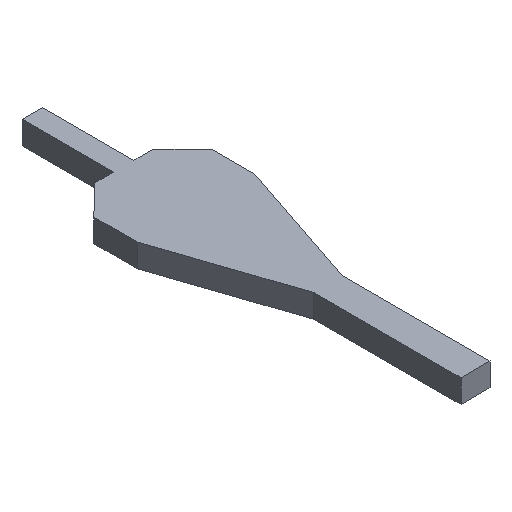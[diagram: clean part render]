
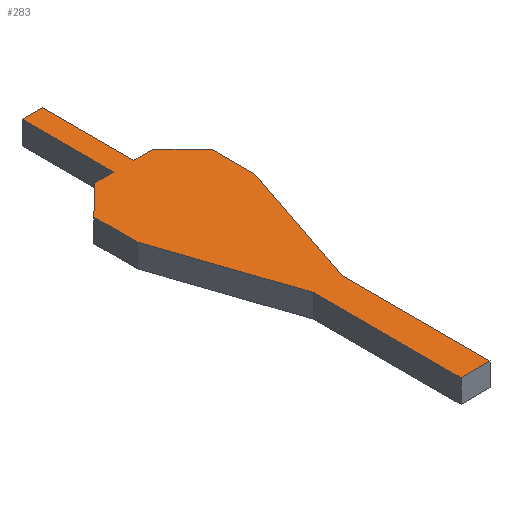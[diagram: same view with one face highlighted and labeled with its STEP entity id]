
A CAD part, isometric view. The second image highlights one B-rep face of the part: STEP entity #283.
In plain terms, the highlighted planar face has unit normal (0, 0, 1).
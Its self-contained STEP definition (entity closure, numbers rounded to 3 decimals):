
#3 = DIRECTION ( 'NONE',  ( 0., 1., 0. ) ) ;
#4 = EDGE_CURVE ( 'NONE', #59, #531, #32, .T. ) ;
#5 = CARTESIAN_POINT ( 'NONE',  ( 1.015, 5.57, 0.2 ) ) ;
#7 = VERTEX_POINT ( 'NONE', #36 ) ;
#13 = CARTESIAN_POINT ( 'NONE',  ( 1.015, 4.82, 0.2 ) ) ;
#14 = VERTEX_POINT ( 'NONE', #52 ) ;
#22 = DIRECTION ( 'NONE',  ( 0., -1., 0. ) ) ;
#32 = LINE ( 'NONE', #35, #461 ) ;
#35 = CARTESIAN_POINT ( 'NONE',  ( 0.175, 7.65, 0.2 ) ) ;
#36 = CARTESIAN_POINT ( 'NONE',  ( 0.25, 0., 0.2 ) ) ;
#52 = CARTESIAN_POINT ( 'NONE',  ( 0.5, 6.07, 0.2 ) ) ;
#58 = VERTEX_POINT ( 'NONE', #107 ) ;
#59 = VERTEX_POINT ( 'NONE', #494 ) ;
#63 = VECTOR ( 'NONE', #183, 1000. ) ;
#66 = EDGE_CURVE ( 'NONE', #7, #175, #219, .T. ) ;
#69 = CARTESIAN_POINT ( 'NONE',  ( 0.175, 6.07, 0.2 ) ) ;
#72 = CARTESIAN_POINT ( 'NONE',  ( -0.25, 2.55, 0.2 ) ) ;
#74 = CARTESIAN_POINT ( 'NONE',  ( -0.5, 6.07, 0.2 ) ) ;
#80 = EDGE_CURVE ( 'NONE', #58, #100, #210, .T. ) ;
#81 = CARTESIAN_POINT ( 'NONE',  ( -0.25, 2.55, 0.2 ) ) ;
#84 = DIRECTION ( 'NONE',  ( -1., 0., 0. ) ) ;
#92 = EDGE_LOOP ( 'NONE', ( #274, #272, #289, #291, #323, #328, #327, #336, #335, #341, #342, #349, #358, #351 ) ) ;
#96 = LINE ( 'NONE', #217, #63 ) ;
#99 = EDGE_CURVE ( 'NONE', #415, #7, #527, .T. ) ;
#100 = VERTEX_POINT ( 'NONE', #152 ) ;
#102 = CARTESIAN_POINT ( 'NONE',  ( -0.25, 0., 0.2 ) ) ;
#103 = CARTESIAN_POINT ( 'NONE',  ( -0.175, 7.65, 0.2 ) ) ;
#107 = CARTESIAN_POINT ( 'NONE',  ( -1.015, 5.57, 0.2 ) ) ;
#115 = CARTESIAN_POINT ( 'NONE',  ( 0.25, 0., 0.2 ) ) ;
#122 = LINE ( 'NONE', #72, #255 ) ;
#125 = DIRECTION ( 'NONE',  ( -0.319, 0.948, 0. ) ) ;
#128 = CARTESIAN_POINT ( 'NONE',  ( -1.015, 5.57, 0.2 ) ) ;
#129 = VECTOR ( 'NONE', #268, 1000. ) ;
#130 = LINE ( 'NONE', #315, #129 ) ;
#133 = CARTESIAN_POINT ( 'NONE',  ( 0.25, 2.55, 0.2 ) ) ;
#134 = DIRECTION ( 'NONE',  ( -1., 0., 0. ) ) ;
#136 = VECTOR ( 'NONE', #347, 1000. ) ;
#138 = VERTEX_POINT ( 'NONE', #13 ) ;
#139 = DIRECTION ( 'NONE',  ( 0., -1., 0. ) ) ;
#148 = LINE ( 'NONE', #464, #469 ) ;
#152 = CARTESIAN_POINT ( 'NONE',  ( -1.015, 4.82, 0.2 ) ) ;
#154 = DIRECTION ( 'NONE',  ( 0., -1., 0. ) ) ;
#155 = VECTOR ( 'NONE', #139, 1000. ) ;
#175 = VERTEX_POINT ( 'NONE', #226 ) ;
#183 = DIRECTION ( 'NONE',  ( 0., -1., 0. ) ) ;
#189 = VECTOR ( 'NONE', #134, 1000. ) ;
#198 = VECTOR ( 'NONE', #385, 1000. ) ;
#203 = CARTESIAN_POINT ( 'NONE',  ( 0.5, 6.07, 0.2 ) ) ;
#210 = LINE ( 'NONE', #128, #155 ) ;
#215 = EDGE_CURVE ( 'NONE', #175, #530, #390, .T. ) ;
#217 = CARTESIAN_POINT ( 'NONE',  ( 1.015, 5.57, 0.2 ) ) ;
#219 = LINE ( 'NONE', #115, #189 ) ;
#225 = AXIS2_PLACEMENT_3D ( 'NONE', #299, #332, #337 ) ;
#226 = CARTESIAN_POINT ( 'NONE',  ( -0.25, 0., 0.2 ) ) ;
#233 = VERTEX_POINT ( 'NONE', #5 ) ;
#234 = VECTOR ( 'NONE', #154, 1000. ) ;
#250 = EDGE_CURVE ( 'NONE', #14, #531, #428, .T. ) ;
#255 = VECTOR ( 'NONE', #125, 1000. ) ;
#256 = LINE ( 'NONE', #346, #136 ) ;
#266 = CARTESIAN_POINT ( 'NONE',  ( 1.015, 4.82, 0.2 ) ) ;
#268 = DIRECTION ( 'NONE',  ( 0., 1., 0. ) ) ;
#272 = ORIENTED_EDGE ( 'NONE', *, *, #66, .F. ) ;
#274 = ORIENTED_EDGE ( 'NONE', *, *, #215, .F. ) ;
#275 = PLANE ( 'NONE',  #225 ) ;
#279 = DIRECTION ( 'NONE',  ( -0.319, -0.948, 0. ) ) ;
#281 = CARTESIAN_POINT ( 'NONE',  ( 0.25, 2.55, 0.2 ) ) ;
#283 = ADVANCED_FACE ( 'NONE', ( #442 ), #275, .T. ) ;
#284 = EDGE_CURVE ( 'NONE', #456, #59, #256, .T. ) ;
#289 = ORIENTED_EDGE ( 'NONE', *, *, #99, .F. ) ;
#290 = EDGE_CURVE ( 'NONE', #411, #526, #446, .T. ) ;
#291 = ORIENTED_EDGE ( 'NONE', *, *, #429, .F. ) ;
#299 = CARTESIAN_POINT ( 'NONE',  ( 0., 0., 0.2 ) ) ;
#307 = CARTESIAN_POINT ( 'NONE',  ( -0.175, 6.07, 0.2 ) ) ;
#315 = CARTESIAN_POINT ( 'NONE',  ( -0.175, 6.07, 0.2 ) ) ;
#323 = ORIENTED_EDGE ( 'NONE', *, *, #486, .F. ) ;
#325 = LINE ( 'NONE', #266, #473 ) ;
#327 = ORIENTED_EDGE ( 'NONE', *, *, #250, .T. ) ;
#328 = ORIENTED_EDGE ( 'NONE', *, *, #395, .F. ) ;
#332 = DIRECTION ( 'NONE',  ( 0., 0., 1. ) ) ;
#333 = VECTOR ( 'NONE', #84, 1000. ) ;
#335 = ORIENTED_EDGE ( 'NONE', *, *, #284, .F. ) ;
#336 = ORIENTED_EDGE ( 'NONE', *, *, #4, .F. ) ;
#337 = DIRECTION ( 'NONE',  ( 1., 0., 0. ) ) ;
#341 = ORIENTED_EDGE ( 'NONE', *, *, #420, .F. ) ;
#342 = ORIENTED_EDGE ( 'NONE', *, *, #290, .T. ) ;
#346 = CARTESIAN_POINT ( 'NONE',  ( -0.175, 7.65, 0.2 ) ) ;
#347 = DIRECTION ( 'NONE',  ( 1., 0., 0. ) ) ;
#349 = ORIENTED_EDGE ( 'NONE', *, *, #361, .F. ) ;
#351 = ORIENTED_EDGE ( 'NONE', *, *, #431, .F. ) ;
#352 = CARTESIAN_POINT ( 'NONE',  ( 0.5, 6.07, 0.2 ) ) ;
#355 = DIRECTION ( 'NONE',  ( 0.717, -0.697, 0. ) ) ;
#358 = ORIENTED_EDGE ( 'NONE', *, *, #80, .T. ) ;
#361 = EDGE_CURVE ( 'NONE', #58, #526, #148, .T. ) ;
#364 = VECTOR ( 'NONE', #355, 1000. ) ;
#385 = DIRECTION ( 'NONE',  ( -1., 0., 0. ) ) ;
#390 = LINE ( 'NONE', #102, #481 ) ;
#394 = CARTESIAN_POINT ( 'NONE',  ( -0.175, 6.07, 0.2 ) ) ;
#395 = EDGE_CURVE ( 'NONE', #14, #233, #471, .T. ) ;
#411 = VERTEX_POINT ( 'NONE', #307 ) ;
#415 = VERTEX_POINT ( 'NONE', #281 ) ;
#420 = EDGE_CURVE ( 'NONE', #411, #456, #130, .T. ) ;
#428 = LINE ( 'NONE', #203, #333 ) ;
#429 = EDGE_CURVE ( 'NONE', #138, #415, #325, .T. ) ;
#431 = EDGE_CURVE ( 'NONE', #530, #100, #122, .T. ) ;
#442 = FACE_OUTER_BOUND ( 'NONE', #92, .T. ) ;
#446 = LINE ( 'NONE', #394, #198 ) ;
#456 = VERTEX_POINT ( 'NONE', #103 ) ;
#461 = VECTOR ( 'NONE', #22, 1000. ) ;
#463 = DIRECTION ( 'NONE',  ( 0.717, 0.697, 0. ) ) ;
#464 = CARTESIAN_POINT ( 'NONE',  ( -1.015, 5.57, 0.2 ) ) ;
#469 = VECTOR ( 'NONE', #463, 1000. ) ;
#471 = LINE ( 'NONE', #352, #364 ) ;
#473 = VECTOR ( 'NONE', #279, 1000. ) ;
#481 = VECTOR ( 'NONE', #3, 1000. ) ;
#486 = EDGE_CURVE ( 'NONE', #233, #138, #96, .T. ) ;
#494 = CARTESIAN_POINT ( 'NONE',  ( 0.175, 7.65, 0.2 ) ) ;
#526 = VERTEX_POINT ( 'NONE', #74 ) ;
#527 = LINE ( 'NONE', #133, #234 ) ;
#530 = VERTEX_POINT ( 'NONE', #81 ) ;
#531 = VERTEX_POINT ( 'NONE', #69 ) ;
